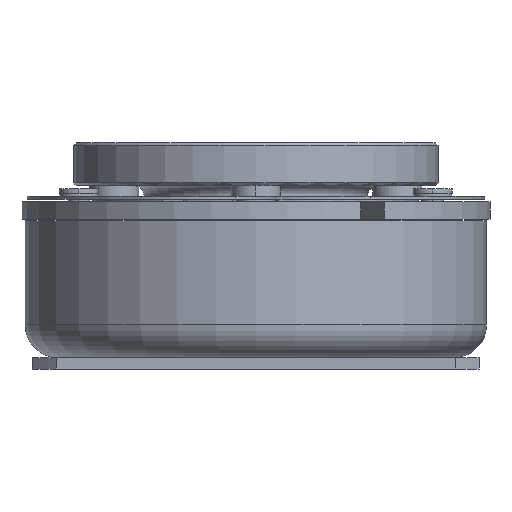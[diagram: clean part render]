
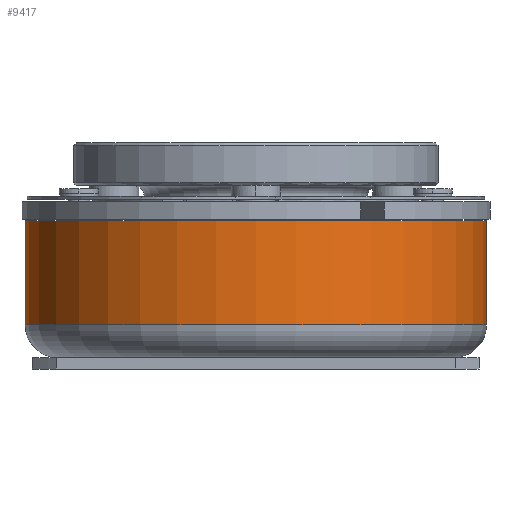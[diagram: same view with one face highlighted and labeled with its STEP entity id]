
A CAD part, front view. The second image highlights one B-rep face of the part: STEP entity #9417.
In plain terms, the highlighted cylindrical face has radius 42.35 mm (diameter 84.7 mm), a partial arc.
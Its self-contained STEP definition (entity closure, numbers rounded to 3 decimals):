
#1504 = VERTEX_POINT ( 'NONE', #6820 ) ;
#2851 = CARTESIAN_POINT ( 'NONE',  ( -42.35, 0., 25.3 ) ) ;
#2852 = LINE ( 'NONE', #2851, #2919 ) ;
#2908 = DIRECTION ( 'NONE',  ( 0., 0., -1. ) ) ;
#2909 = VECTOR ( 'NONE', #2908, 1000. ) ;
#2910 = CARTESIAN_POINT ( 'NONE',  ( 42.35, 0., 25.3 ) ) ;
#2911 = LINE ( 'NONE', #2910, #2909 ) ;
#2918 = DIRECTION ( 'NONE',  ( 0., 0., -1. ) ) ;
#2919 = VECTOR ( 'NONE', #2918, 1000. ) ;
#3030 = DIRECTION ( 'NONE',  ( 1., 0., 0. ) ) ;
#3031 = DIRECTION ( 'NONE',  ( 0., 0., 1. ) ) ;
#3032 = CARTESIAN_POINT ( 'NONE',  ( 0., 0., 25.1 ) ) ;
#3033 = AXIS2_PLACEMENT_3D ( 'NONE', #3032, #3031, #3030 ) ;
#3034 = CIRCLE ( 'NONE', #3033, 42.35 ) ;
#3759 = VERTEX_POINT ( 'NONE', #8030 ) ;
#5342 = CARTESIAN_POINT ( 'NONE',  ( 42.35, 0., 25.1 ) ) ;
#5367 = CARTESIAN_POINT ( 'NONE',  ( -42.35, 0., 25.1 ) ) ;
#6820 = CARTESIAN_POINT ( 'NONE',  ( -42.35, 0., 6. ) ) ;
#6876 = CYLINDRICAL_SURFACE ( 'NONE', #6888, 42.35 ) ;
#6878 = FACE_OUTER_BOUND ( 'NONE', #9338, .T. ) ;
#6879 = DIRECTION ( 'NONE',  ( 0., 0., -1. ) ) ;
#6887 = CARTESIAN_POINT ( 'NONE',  ( 0., 0., 25.3 ) ) ;
#6888 = AXIS2_PLACEMENT_3D ( 'NONE', #6887, #6879, #6895 ) ;
#6895 = DIRECTION ( 'NONE',  ( -1., 0., 0. ) ) ;
#7941 = VERTEX_POINT ( 'NONE', #5342 ) ;
#8023 = VERTEX_POINT ( 'NONE', #5367 ) ;
#8030 = CARTESIAN_POINT ( 'NONE',  ( 42.35, 0., 6. ) ) ;
#8210 = EDGE_CURVE ( 'NONE', #8023, #1504, #2852, .T. ) ;
#8241 = EDGE_CURVE ( 'NONE', #7941, #3759, #2911, .T. ) ;
#8591 = EDGE_CURVE ( 'NONE', #8023, #7941, #3034, .T. ) ;
#8611 = ORIENTED_EDGE ( 'NONE', *, *, #8241, .F. ) ;
#8628 = ORIENTED_EDGE ( 'NONE', *, *, #8210, .T. ) ;
#8856 = EDGE_CURVE ( 'NONE', #1504, #3759, #9055, .T. ) ;
#8859 = ORIENTED_EDGE ( 'NONE', *, *, #8591, .F. ) ;
#8870 = ORIENTED_EDGE ( 'NONE', *, *, #8856, .T. ) ;
#9054 = AXIS2_PLACEMENT_3D ( 'NONE', #9081, #9080, #9079 ) ;
#9055 = CIRCLE ( 'NONE', #9054, 42.35 ) ;
#9079 = DIRECTION ( 'NONE',  ( 1., 0., 0. ) ) ;
#9080 = DIRECTION ( 'NONE',  ( 0., 0., 1. ) ) ;
#9081 = CARTESIAN_POINT ( 'NONE',  ( 0., 0., 6. ) ) ;
#9338 = EDGE_LOOP ( 'NONE', ( #8611, #8859, #8628, #8870 ) ) ;
#9417 = ADVANCED_FACE ( 'NONE', ( #6878 ), #6876, .T. ) ;
